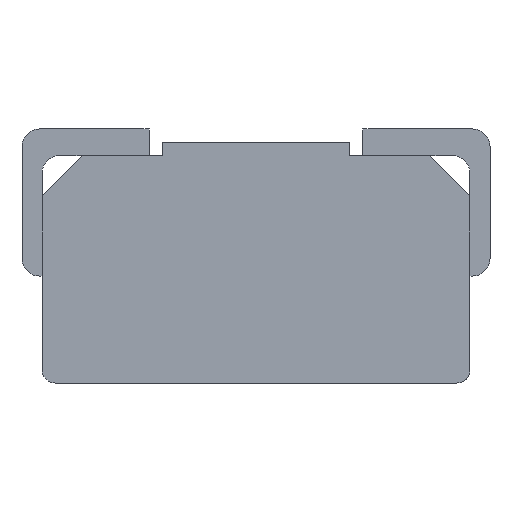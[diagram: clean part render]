
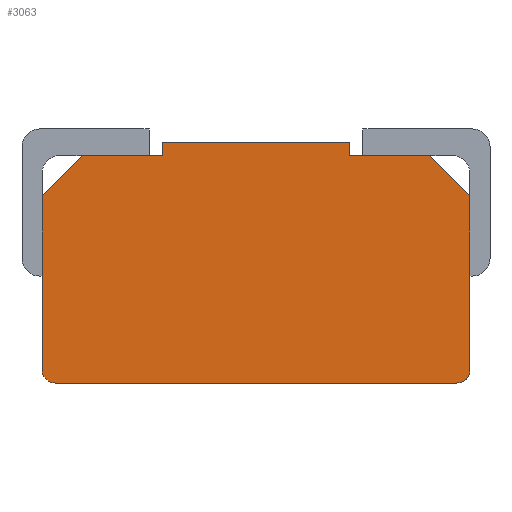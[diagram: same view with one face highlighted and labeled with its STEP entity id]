
A CAD part, left-side view. The second image highlights one B-rep face of the part: STEP entity #3063.
In plain terms, the highlighted planar face has unit normal (-1, 0, 0).
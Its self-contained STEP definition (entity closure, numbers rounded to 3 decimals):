
#112 = DIRECTION ( 'NONE',  ( 0., 0., 1. ) ) ;
#141 = LINE ( 'NONE', #1256, #2837 ) ;
#155 = VECTOR ( 'NONE', #2350, 1000. ) ;
#159 = CARTESIAN_POINT ( 'NONE',  ( -1.4, -1.3, -0.2 ) ) ;
#160 = DIRECTION ( 'NONE',  ( 0., -1., 0. ) ) ;
#210 = CARTESIAN_POINT ( 'NONE',  ( -1.4, 1.5, -1.9 ) ) ;
#298 = VERTEX_POINT ( 'NONE', #2113 ) ;
#316 = LINE ( 'NONE', #3337, #155 ) ;
#329 = ORIENTED_EDGE ( 'NONE', *, *, #3667, .F. ) ;
#338 = EDGE_CURVE ( 'NONE', #2161, #945, #141, .T. ) ;
#380 = VECTOR ( 'NONE', #3261, 1000. ) ;
#393 = CARTESIAN_POINT ( 'NONE',  ( -1.4, -1.6, -1.8 ) ) ;
#433 = CARTESIAN_POINT ( 'NONE',  ( -1.4, 1.5, -1.8 ) ) ;
#455 = ORIENTED_EDGE ( 'NONE', *, *, #2121, .F. ) ;
#508 = CARTESIAN_POINT ( 'NONE',  ( -1.4, 1.5, -1.8 ) ) ;
#579 = CARTESIAN_POINT ( 'NONE',  ( -1.4, -0.7, -0.1 ) ) ;
#608 = ORIENTED_EDGE ( 'NONE', *, *, #628, .F. ) ;
#625 = CARTESIAN_POINT ( 'NONE',  ( -1.4, 1.3, -0.2 ) ) ;
#628 = EDGE_CURVE ( 'NONE', #1304, #2161, #1444, .T. ) ;
#816 = LINE ( 'NONE', #1986, #1118 ) ;
#818 = DIRECTION ( 'NONE',  ( 0., 0., 1. ) ) ;
#840 = AXIS2_PLACEMENT_3D ( 'NONE', #2314, #2331, #2575 ) ;
#872 = LINE ( 'NONE', #1583, #3477 ) ;
#894 = CARTESIAN_POINT ( 'NONE',  ( -1.4, -0.7, -0.1 ) ) ;
#905 = VERTEX_POINT ( 'NONE', #3654 ) ;
#945 = VERTEX_POINT ( 'NONE', #3383 ) ;
#1014 = EDGE_CURVE ( 'NONE', #905, #1418, #2889, .T. ) ;
#1073 = ORIENTED_EDGE ( 'NONE', *, *, #2159, .F. ) ;
#1112 = VECTOR ( 'NONE', #2635, 1000. ) ;
#1118 = VECTOR ( 'NONE', #3474, 1000. ) ;
#1150 = CARTESIAN_POINT ( 'NONE',  ( -1.4, -1.5, -1.9 ) ) ;
#1199 = EDGE_CURVE ( 'NONE', #2356, #298, #3452, .T. ) ;
#1253 = ORIENTED_EDGE ( 'NONE', *, *, #2342, .F. ) ;
#1256 = CARTESIAN_POINT ( 'NONE',  ( -1.4, 0.7, -0.2 ) ) ;
#1272 = VECTOR ( 'NONE', #1314, 1000. ) ;
#1304 = VERTEX_POINT ( 'NONE', #3524 ) ;
#1314 = DIRECTION ( 'NONE',  ( 0., -0.707, -0.707 ) ) ;
#1376 = DIRECTION ( 'NONE',  ( 1., 0., 0. ) ) ;
#1377 = LINE ( 'NONE', #210, #2290 ) ;
#1418 = VERTEX_POINT ( 'NONE', #1506 ) ;
#1444 = LINE ( 'NONE', #3552, #380 ) ;
#1459 = ORIENTED_EDGE ( 'NONE', *, *, #2441, .F. ) ;
#1506 = CARTESIAN_POINT ( 'NONE',  ( -1.4, 1.6, -1.8 ) ) ;
#1517 = LINE ( 'NONE', #2193, #2625 ) ;
#1558 = CARTESIAN_POINT ( 'NONE',  ( -1.4, -0.7, -0.2 ) ) ;
#1583 = CARTESIAN_POINT ( 'NONE',  ( -1.4, -1.6, -0.5 ) ) ;
#1620 = EDGE_CURVE ( 'NONE', #2384, #1693, #2035, .T. ) ;
#1646 = ORIENTED_EDGE ( 'NONE', *, *, #2276, .F. ) ;
#1693 = VERTEX_POINT ( 'NONE', #1558 ) ;
#1923 = CARTESIAN_POINT ( 'NONE',  ( -1.4, 0.7, -0.1 ) ) ;
#1938 = LINE ( 'NONE', #3097, #2797 ) ;
#1973 = EDGE_LOOP ( 'NONE', ( #1646, #3339, #608, #329, #3085, #1459, #2852, #1073, #3252, #455, #3637, #1253 ) ) ;
#1986 = CARTESIAN_POINT ( 'NONE',  ( -1.4, -0.7, -0.2 ) ) ;
#2016 = VERTEX_POINT ( 'NONE', #1923 ) ;
#2035 = LINE ( 'NONE', #579, #1112 ) ;
#2113 = CARTESIAN_POINT ( 'NONE',  ( -1.4, -1.6, -0.5 ) ) ;
#2121 = EDGE_CURVE ( 'NONE', #1693, #2356, #816, .T. ) ;
#2159 = EDGE_CURVE ( 'NONE', #298, #3228, #872, .T. ) ;
#2161 = VERTEX_POINT ( 'NONE', #625 ) ;
#2193 = CARTESIAN_POINT ( 'NONE',  ( -1.4, 1.6, -0.5 ) ) ;
#2247 = DIRECTION ( 'NONE',  ( 0., 1., 0. ) ) ;
#2276 = EDGE_CURVE ( 'NONE', #945, #2016, #316, .T. ) ;
#2290 = VECTOR ( 'NONE', #2247, 1000. ) ;
#2314 = CARTESIAN_POINT ( 'NONE',  ( -1.4, -1.5, -1.8 ) ) ;
#2331 = DIRECTION ( 'NONE',  ( 1., 0., 0. ) ) ;
#2342 = EDGE_CURVE ( 'NONE', #2016, #2384, #1938, .T. ) ;
#2350 = DIRECTION ( 'NONE',  ( 0., 0., 1. ) ) ;
#2356 = VERTEX_POINT ( 'NONE', #2466 ) ;
#2384 = VERTEX_POINT ( 'NONE', #894 ) ;
#2420 = PLANE ( 'NONE',  #2425 ) ;
#2425 = AXIS2_PLACEMENT_3D ( 'NONE', #433, #3365, #3012 ) ;
#2441 = EDGE_CURVE ( 'NONE', #3016, #905, #1377, .T. ) ;
#2466 = CARTESIAN_POINT ( 'NONE',  ( -1.4, -1.3, -0.2 ) ) ;
#2575 = DIRECTION ( 'NONE',  ( 0., 0., -1. ) ) ;
#2615 = CIRCLE ( 'NONE', #840, 0.1 ) ;
#2625 = VECTOR ( 'NONE', #112, 1000. ) ;
#2635 = DIRECTION ( 'NONE',  ( 0., 0., -1. ) ) ;
#2707 = AXIS2_PLACEMENT_3D ( 'NONE', #508, #1376, #818 ) ;
#2797 = VECTOR ( 'NONE', #3134, 1000. ) ;
#2837 = VECTOR ( 'NONE', #160, 1000. ) ;
#2852 = ORIENTED_EDGE ( 'NONE', *, *, #3379, .F. ) ;
#2889 = CIRCLE ( 'NONE', #2707, 0.1 ) ;
#3012 = DIRECTION ( 'NONE',  ( 0., 0., 1. ) ) ;
#3016 = VERTEX_POINT ( 'NONE', #1150 ) ;
#3063 = ADVANCED_FACE ( 'NONE', ( #3343 ), #2420, .T. ) ;
#3085 = ORIENTED_EDGE ( 'NONE', *, *, #1014, .F. ) ;
#3097 = CARTESIAN_POINT ( 'NONE',  ( -1.4, -0.7, -0.1 ) ) ;
#3134 = DIRECTION ( 'NONE',  ( 0., -1., 0. ) ) ;
#3228 = VERTEX_POINT ( 'NONE', #393 ) ;
#3252 = ORIENTED_EDGE ( 'NONE', *, *, #1199, .F. ) ;
#3261 = DIRECTION ( 'NONE',  ( 0., -0.707, 0.707 ) ) ;
#3263 = DIRECTION ( 'NONE',  ( 0., 0., -1. ) ) ;
#3337 = CARTESIAN_POINT ( 'NONE',  ( -1.4, 0.7, -0.1 ) ) ;
#3339 = ORIENTED_EDGE ( 'NONE', *, *, #338, .F. ) ;
#3343 = FACE_OUTER_BOUND ( 'NONE', #1973, .T. ) ;
#3365 = DIRECTION ( 'NONE',  ( -1., 0., 0. ) ) ;
#3379 = EDGE_CURVE ( 'NONE', #3228, #3016, #2615, .T. ) ;
#3383 = CARTESIAN_POINT ( 'NONE',  ( -1.4, 0.7, -0.2 ) ) ;
#3452 = LINE ( 'NONE', #159, #1272 ) ;
#3474 = DIRECTION ( 'NONE',  ( 0., -1., 0. ) ) ;
#3477 = VECTOR ( 'NONE', #3263, 1000. ) ;
#3524 = CARTESIAN_POINT ( 'NONE',  ( -1.4, 1.6, -0.5 ) ) ;
#3552 = CARTESIAN_POINT ( 'NONE',  ( -1.4, 1.3, -0.2 ) ) ;
#3637 = ORIENTED_EDGE ( 'NONE', *, *, #1620, .F. ) ;
#3654 = CARTESIAN_POINT ( 'NONE',  ( -1.4, 1.5, -1.9 ) ) ;
#3667 = EDGE_CURVE ( 'NONE', #1418, #1304, #1517, .T. ) ;
